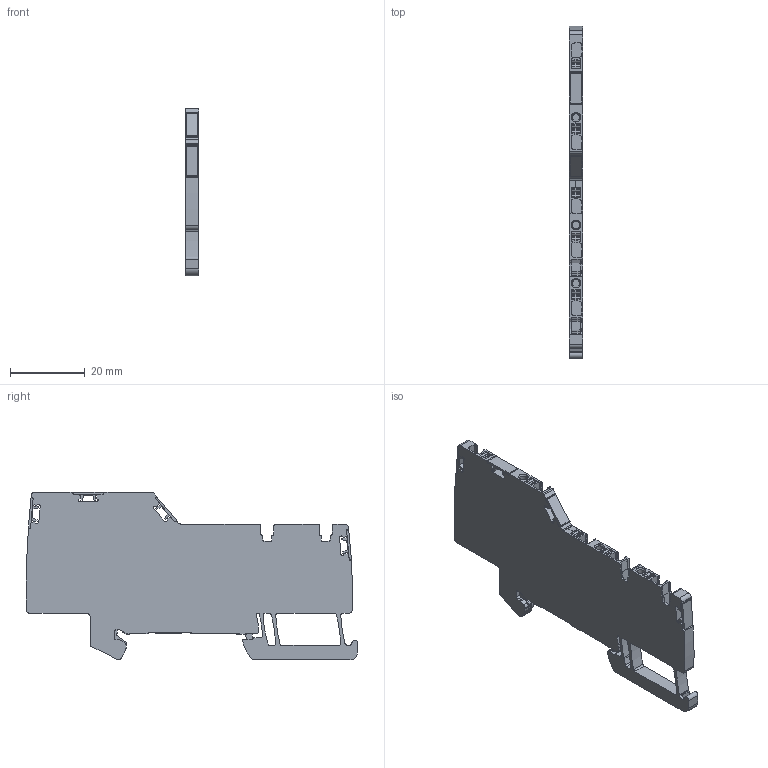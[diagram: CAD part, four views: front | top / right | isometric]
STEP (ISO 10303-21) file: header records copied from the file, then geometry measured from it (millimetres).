
FILE_DESCRIPTION(('CATIA V5R22 STEP214','CAx-IF Rec.Pracs.--- Model Styling and Organization---1.4--- 2014-01-23'),'2;1');
FILE_NAME ('D1463635_0', '2019-07-05T12:04:36+00:00', ('Weidmueller Interface'), ('Weidmueller'), 'CATIA Version 5-6 Release 2016 SP3 HF44', 'CATIA V5 STEP AP214', 'none');
FILE_SCHEMA(('AUTOMOTIVE_DESIGN { 1 0 10303 214 1 1 1 1 }'));
Length unit declared in the file: millimetre
Products named in the file (1): 2675660000_AIO22_1-5_SI_PE_DL_OR
Bounding box: 3.5 x 88.74 x 44.9 mm (x, y, z)
Volume: 9147.4 mm3; surface area: 8084.4 mm2
Topology: 18 solids, 18 shells, 885 faces, 2466 edges, 1635 vertices
Faces by surface type: plane 479, cylinder 325, extrusion 49, torus 20, cone 12
Entity records: 27808 total; most frequent: CARTESIAN_POINT 5729, ORIENTED_EDGE 4932, DIRECTION 3824, EDGE_CURVE 2466, VECTOR 1710, LINE 1661, VERTEX_POINT 1635, AXIS2_PLACEMENT_3D 1402
